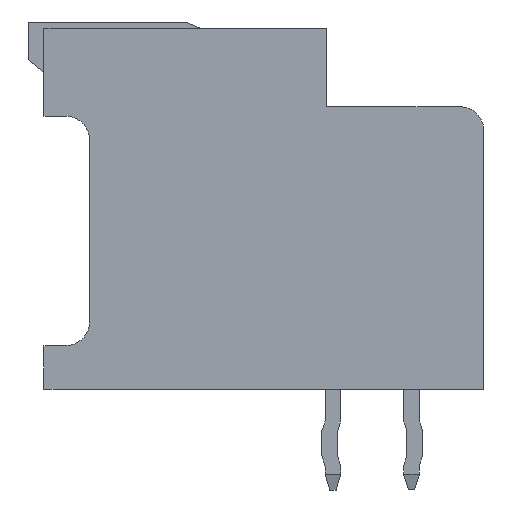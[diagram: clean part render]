
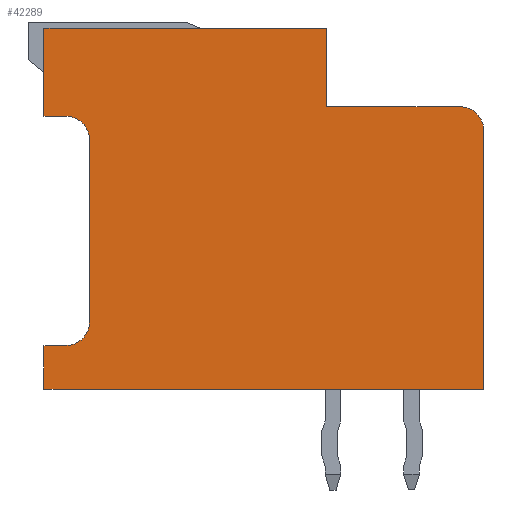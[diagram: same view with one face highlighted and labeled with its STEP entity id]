
A CAD part, left-side view. The second image highlights one B-rep face of the part: STEP entity #42289.
In plain terms, the highlighted face is planar.
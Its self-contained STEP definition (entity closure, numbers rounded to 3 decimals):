
#133=CIRCLE('',#44050,0.75);
#138=CIRCLE('',#44068,0.75);
#139=CIRCLE('',#44069,0.75);
#4762=ORIENTED_EDGE('',*,*,#11710,.T.);
#4763=ORIENTED_EDGE('',*,*,#11722,.T.);
#4764=ORIENTED_EDGE('',*,*,#11719,.T.);
#4765=ORIENTED_EDGE('',*,*,#11776,.T.);
#4766=ORIENTED_EDGE('',*,*,#11777,.T.);
#4767=ORIENTED_EDGE('',*,*,#11730,.T.);
#4768=ORIENTED_EDGE('',*,*,#11767,.T.);
#4769=ORIENTED_EDGE('',*,*,#11778,.F.);
#4770=ORIENTED_EDGE('',*,*,#11771,.T.);
#4771=ORIENTED_EDGE('',*,*,#11779,.F.);
#4772=ORIENTED_EDGE('',*,*,#11775,.T.);
#4773=ORIENTED_EDGE('',*,*,#11780,.T.);
#4774=ORIENTED_EDGE('',*,*,#11715,.T.);
#11710=EDGE_CURVE('',#15251,#15250,#18758,.T.);
#11715=EDGE_CURVE('',#15254,#15251,#18763,.T.);
#11719=EDGE_CURVE('',#15258,#15257,#18767,.T.);
#11722=EDGE_CURVE('',#15250,#15258,#133,.T.);
#11730=EDGE_CURVE('',#15266,#15265,#18776,.T.);
#11767=EDGE_CURVE('',#15265,#15295,#18809,.T.);
#11771=EDGE_CURVE('',#15296,#15299,#18813,.T.);
#11775=EDGE_CURVE('',#15300,#15303,#18817,.T.);
#11776=EDGE_CURVE('',#15257,#15304,#18818,.T.);
#11777=EDGE_CURVE('',#15304,#15266,#18819,.T.);
#11778=EDGE_CURVE('',#15296,#15295,#138,.T.);
#11779=EDGE_CURVE('',#15300,#15299,#139,.T.);
#11780=EDGE_CURVE('',#15303,#15254,#18820,.T.);
#15250=VERTEX_POINT('',#58047);
#15251=VERTEX_POINT('',#58049);
#15254=VERTEX_POINT('',#58058);
#15257=VERTEX_POINT('',#58065);
#15258=VERTEX_POINT('',#58067);
#15265=VERTEX_POINT('',#58087);
#15266=VERTEX_POINT('',#58089);
#15295=VERTEX_POINT('',#58162);
#15296=VERTEX_POINT('',#58166);
#15299=VERTEX_POINT('',#58171);
#15300=VERTEX_POINT('',#58175);
#15303=VERTEX_POINT('',#58180);
#15304=VERTEX_POINT('',#58184);
#18758=LINE('',#58048,#23062);
#18763=LINE('',#58057,#23067);
#18767=LINE('',#58066,#23071);
#18776=LINE('',#58088,#23080);
#18809=LINE('',#58163,#23113);
#18813=LINE('',#58172,#23117);
#18817=LINE('',#58181,#23121);
#18818=LINE('',#58183,#23122);
#18819=LINE('',#58185,#23123);
#18820=LINE('',#58188,#23124);
#23062=VECTOR('',#49373,1000.);
#23067=VECTOR('',#49380,1000.);
#23071=VECTOR('',#49386,1000.);
#23080=VECTOR('',#49405,1000.);
#23113=VECTOR('',#49462,1000.);
#23117=VECTOR('',#49468,1000.);
#23121=VECTOR('',#49474,1000.);
#23122=VECTOR('',#49477,1000.);
#23123=VECTOR('',#49478,1000.);
#23124=VECTOR('',#49483,1000.);
#25685=EDGE_LOOP('',(#4762,#4763,#4764,#4765,#4766,#4767,#4768,#4769,#4770,
#4771,#4772,#4773,#4774));
#27379=FACE_BOUND('',#25685,.T.);
#29033=PLANE('',#44067);
#42289=ADVANCED_FACE('',(#27379),#29033,.T.);
#44050=AXIS2_PLACEMENT_3D('',#58071,#49392,#49393);
#44067=AXIS2_PLACEMENT_3D('',#58182,#49475,#49476);
#44068=AXIS2_PLACEMENT_3D('',#58186,#49479,#49480);
#44069=AXIS2_PLACEMENT_3D('',#58187,#49481,#49482);
#49373=DIRECTION('',(0.,1.,0.));
#49380=DIRECTION('',(0.,0.,-1.));
#49386=DIRECTION('',(0.,0.,1.));
#49392=DIRECTION('',(1.,0.,0.));
#49393=DIRECTION('',(0.,0.,-1.));
#49405=DIRECTION('',(0.,-1.,0.));
#49462=DIRECTION('',(0.,0.,-1.));
#49468=DIRECTION('',(0.,-1.,0.));
#49474=DIRECTION('',(0.,0.,1.));
#49475=DIRECTION('',(1.,0.,0.));
#49476=DIRECTION('',(0.,0.,-1.));
#49477=DIRECTION('',(0.,1.,0.));
#49478=DIRECTION('',(0.,0.,1.));
#49479=DIRECTION('',(1.,0.,0.));
#49480=DIRECTION('',(0.,0.,-1.));
#49481=DIRECTION('',(1.,0.,0.));
#49482=DIRECTION('',(0.,0.,-1.));
#49483=DIRECTION('',(0.,-1.,0.));
#58047=CARTESIAN_POINT('',(19.7,3.75,-7.));
#58048=CARTESIAN_POINT('',(19.7,-4.5,-7.));
#58049=CARTESIAN_POINT('',(19.7,-4.5,-7.));
#58057=CARTESIAN_POINT('',(19.7,-4.5,7.));
#58058=CARTESIAN_POINT('',(19.7,-4.5,7.));
#58065=CARTESIAN_POINT('',(19.7,4.5,-2.));
#58066=CARTESIAN_POINT('',(19.7,4.5,-7.));
#58067=CARTESIAN_POINT('',(19.7,4.5,-6.25));
#58071=CARTESIAN_POINT('',(19.7,3.75,-6.25));
#58087=CARTESIAN_POINT('',(19.7,4.2,7.));
#58088=CARTESIAN_POINT('',(19.7,7.,7.));
#58089=CARTESIAN_POINT('',(19.7,7.,7.));
#58162=CARTESIAN_POINT('',(19.7,4.2,6.3));
#58163=CARTESIAN_POINT('',(19.7,4.2,7.));
#58166=CARTESIAN_POINT('',(19.7,3.45,5.55));
#58171=CARTESIAN_POINT('',(19.7,-2.35,5.55));
#58172=CARTESIAN_POINT('',(19.7,4.2,5.55));
#58175=CARTESIAN_POINT('',(19.7,-3.1,6.3));
#58180=CARTESIAN_POINT('',(19.7,-3.1,7.));
#58181=CARTESIAN_POINT('',(19.7,-3.1,5.55));
#58182=CARTESIAN_POINT('',(19.7,0.,0.));
#58183=CARTESIAN_POINT('',(19.7,4.5,-2.));
#58184=CARTESIAN_POINT('',(19.7,7.,-2.));
#58185=CARTESIAN_POINT('',(19.7,7.,-2.));
#58186=CARTESIAN_POINT('',(19.7,3.45,6.3));
#58187=CARTESIAN_POINT('',(19.7,-2.35,6.3));
#58188=CARTESIAN_POINT('',(19.7,-3.1,7.));
